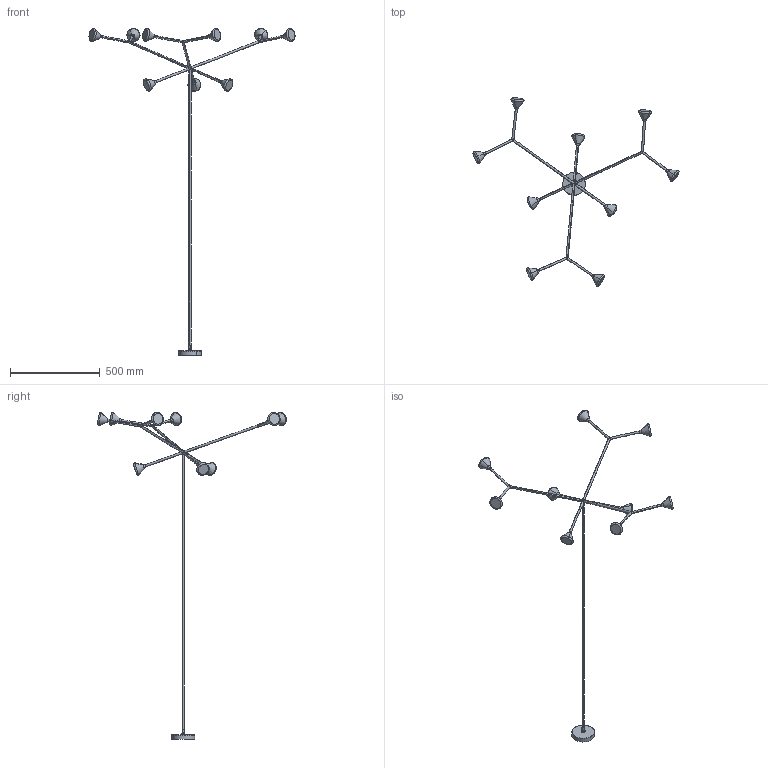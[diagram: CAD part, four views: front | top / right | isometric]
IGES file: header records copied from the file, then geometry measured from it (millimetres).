
Start section: SolidWorks IGES file using analytic representation for surfaces
Global section: file name: NOVAC9 - Nova Chandelier - 9 Lights.IGS; native system: SolidWorks 2015; preprocessor: SolidWorks 2015; author: Design; date: 190517.171054; units: millimetre
Bounding box: 1148.69 x 1051.3 x 1822.66 mm (x, y, z)
Volume: 1987339.4 mm3; surface area: 339245.8 mm2
Topology: 1 solids, 1 shells, 123 faces, 297 edges, 190 vertices
Faces by surface type: revolution 78, plane 25, bspline 20
